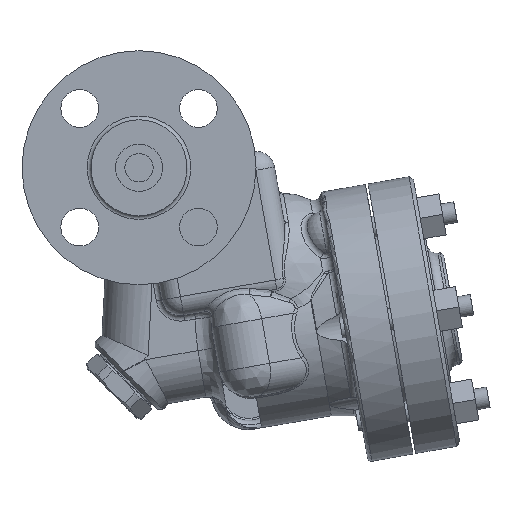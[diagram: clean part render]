
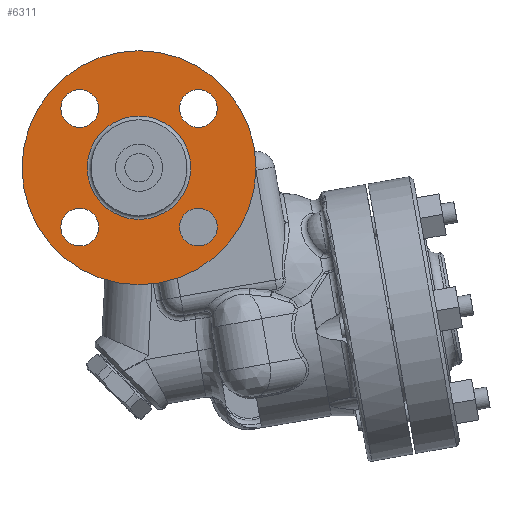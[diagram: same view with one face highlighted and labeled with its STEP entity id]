
A CAD part, left-side view. The second image highlights one B-rep face of the part: STEP entity #6311.
In plain terms, the highlighted planar face has unit normal (-1, 0, 0).
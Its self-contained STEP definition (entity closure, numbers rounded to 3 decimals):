
#189=FACE_BOUND('',#1568,.T.);
#190=FACE_BOUND('',#1569,.T.);
#191=FACE_BOUND('',#1570,.T.);
#192=FACE_BOUND('',#1571,.T.);
#193=FACE_BOUND('',#1572,.T.);
#1017=PLANE('',#6767);
#1175=FACE_OUTER_BOUND('',#1567,.T.);
#1567=EDGE_LOOP('',(#4473));
#1568=EDGE_LOOP('',(#4474,#4475));
#1569=EDGE_LOOP('',(#4476));
#1570=EDGE_LOOP('',(#4477,#4478));
#1571=EDGE_LOOP('',(#4479,#4480));
#1572=EDGE_LOOP('',(#4481,#4482));
#2220=CIRCLE('',#6762,27.4);
#2221=CIRCLE('',#6763,27.4);
#2224=CIRCLE('',#6768,62.);
#2225=CIRCLE('',#6769,10.);
#2226=CIRCLE('',#6770,10.);
#2227=CIRCLE('',#6771,10.);
#2228=CIRCLE('',#6772,10.);
#2229=CIRCLE('',#6773,10.);
#2230=CIRCLE('',#6774,10.);
#2231=CIRCLE('',#6775,10.);
#2706=VERTEX_POINT('',#9900);
#2707=VERTEX_POINT('',#9902);
#2709=VERTEX_POINT('',#9911);
#2710=VERTEX_POINT('',#9913);
#2711=VERTEX_POINT('',#9914);
#2712=VERTEX_POINT('',#9917);
#2713=VERTEX_POINT('',#9919);
#2714=VERTEX_POINT('',#9920);
#2715=VERTEX_POINT('',#9923);
#2716=VERTEX_POINT('',#9924);
#3390=EDGE_CURVE('',#2706,#2707,#2220,.T.);
#3391=EDGE_CURVE('',#2707,#2706,#2221,.T.);
#3395=EDGE_CURVE('',#2709,#2709,#2224,.T.);
#3396=EDGE_CURVE('',#2710,#2711,#2225,.T.);
#3397=EDGE_CURVE('',#2711,#2710,#2226,.T.);
#3398=EDGE_CURVE('',#2712,#2712,#2227,.T.);
#3399=EDGE_CURVE('',#2713,#2714,#2228,.T.);
#3400=EDGE_CURVE('',#2714,#2713,#2229,.T.);
#3401=EDGE_CURVE('',#2715,#2716,#2230,.T.);
#3402=EDGE_CURVE('',#2716,#2715,#2231,.T.);
#4473=ORIENTED_EDGE('',*,*,#3395,.F.);
#4474=ORIENTED_EDGE('',*,*,#3396,.F.);
#4475=ORIENTED_EDGE('',*,*,#3397,.F.);
#4476=ORIENTED_EDGE('',*,*,#3398,.F.);
#4477=ORIENTED_EDGE('',*,*,#3399,.F.);
#4478=ORIENTED_EDGE('',*,*,#3400,.F.);
#4479=ORIENTED_EDGE('',*,*,#3401,.F.);
#4480=ORIENTED_EDGE('',*,*,#3402,.F.);
#4481=ORIENTED_EDGE('',*,*,#3391,.F.);
#4482=ORIENTED_EDGE('',*,*,#3390,.F.);
#6311=ADVANCED_FACE('',(#1175,#189,#190,#191,#192,#193),#1017,.F.);
#6762=AXIS2_PLACEMENT_3D('',#9903,#7686,#7687);
#6763=AXIS2_PLACEMENT_3D('',#9904,#7688,#7689);
#6767=AXIS2_PLACEMENT_3D('',#9910,#7697,#7698);
#6768=AXIS2_PLACEMENT_3D('',#9912,#7699,#7700);
#6769=AXIS2_PLACEMENT_3D('',#9915,#7701,#7702);
#6770=AXIS2_PLACEMENT_3D('',#9916,#7703,#7704);
#6771=AXIS2_PLACEMENT_3D('',#9918,#7705,#7706);
#6772=AXIS2_PLACEMENT_3D('',#9921,#7707,#7708);
#6773=AXIS2_PLACEMENT_3D('',#9922,#7709,#7710);
#6774=AXIS2_PLACEMENT_3D('',#9925,#7711,#7712);
#6775=AXIS2_PLACEMENT_3D('',#9926,#7713,#7714);
#7686=DIRECTION('center_axis',(-1.,0.,0.));
#7687=DIRECTION('ref_axis',(0.,0.,1.));
#7688=DIRECTION('center_axis',(-1.,0.,0.));
#7689=DIRECTION('ref_axis',(0.,0.,1.));
#7697=DIRECTION('center_axis',(1.,0.,0.));
#7698=DIRECTION('ref_axis',(0.,0.,-1.));
#7699=DIRECTION('center_axis',(1.,0.,0.));
#7700=DIRECTION('ref_axis',(0.,0.,1.));
#7701=DIRECTION('center_axis',(-1.,0.,0.));
#7702=DIRECTION('ref_axis',(0.,1.,0.));
#7703=DIRECTION('center_axis',(-1.,0.,0.));
#7704=DIRECTION('ref_axis',(0.,1.,0.));
#7705=DIRECTION('center_axis',(-1.,0.,0.));
#7706=DIRECTION('ref_axis',(0.,0.,
1.));
#7707=DIRECTION('center_axis',(-1.,0.,0.));
#7708=DIRECTION('ref_axis',(0.,-1.,0.));
#7709=DIRECTION('center_axis',(-1.,0.,0.));
#7710=DIRECTION('ref_axis',(0.,-1.,0.));
#7711=DIRECTION('center_axis',(-1.,0.,0.));
#7712=DIRECTION('ref_axis',(0.,0.,-1.));
#7713=DIRECTION('center_axis',(-1.,0.,0.));
#7714=DIRECTION('ref_axis',(0.,0.,-1.));
#9900=CARTESIAN_POINT('',(-102.6,134.,107.4));
#9902=CARTESIAN_POINT('',(-102.6,134.,52.6));
#9903=CARTESIAN_POINT('Origin',(-102.6,134.,80.));
#9904=CARTESIAN_POINT('Origin',(-102.6,134.,80.));
#9910=CARTESIAN_POINT('Origin',(-102.6,134.,80.));
#9911=CARTESIAN_POINT('',(-102.6,134.,18.));
#9912=CARTESIAN_POINT('Origin',(-102.6,134.,80.));
#9913=CARTESIAN_POINT('',(-102.6,102.569,101.431));
#9914=CARTESIAN_POINT('',(-102.6,92.569,111.431));
#9915=CARTESIAN_POINT('Origin',(-102.6,102.569,111.431));
#9916=CARTESIAN_POINT('Origin',(-102.6,102.569,111.431));
#9917=CARTESIAN_POINT('',(-102.6,102.569,38.569));
#9918=CARTESIAN_POINT('Origin',(-102.6,102.569,48.569));
#9919=CARTESIAN_POINT('',(-102.6,165.431,38.569));
#9920=CARTESIAN_POINT('',(-102.6,175.431,48.569));
#9921=CARTESIAN_POINT('Origin',(-102.6,165.431,48.569));
#9922=CARTESIAN_POINT('Origin',(-102.6,165.431,48.569));
#9923=CARTESIAN_POINT('',(-102.6,165.431,101.431));
#9924=CARTESIAN_POINT('',(-102.6,165.431,121.431));
#9925=CARTESIAN_POINT('Origin',(-102.6,165.431,111.431));
#9926=CARTESIAN_POINT('Origin',(-102.6,165.431,111.431));
